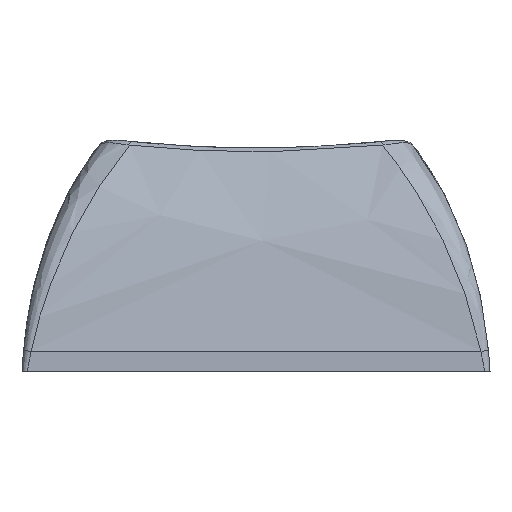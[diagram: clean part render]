
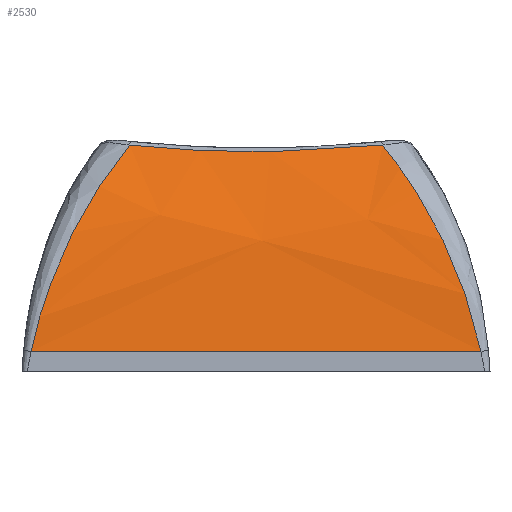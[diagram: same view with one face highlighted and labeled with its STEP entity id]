
A CAD part, left-side view. The second image highlights one B-rep face of the part: STEP entity #2530.
In plain terms, the highlighted free-form (B-spline) face has degree [3, 1] with [5, 2] control points.
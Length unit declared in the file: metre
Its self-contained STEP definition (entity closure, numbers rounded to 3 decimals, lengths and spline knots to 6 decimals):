
#49=B_SPLINE_SURFACE_WITH_KNOTS('',3,1,((#5283,#5284),(#5285,#5286),(#5287,
#5288),(#5289,#5290),(#5291,#5292)),.SURF_OF_LINEAR_EXTRUSION.,.F.,.F.,
 .F.,(4,1,4),(2,2),(0.03509,0.517545,1.),
(0.,1.),.UNSPECIFIED.);
#103=B_SPLINE_CURVE_WITH_KNOTS('',3,(#4287,#4288,#4289,#4290),
 .UNSPECIFIED.,.F.,.F.,(4,4),(0.,1.),.UNSPECIFIED.);
#128=B_SPLINE_CURVE_WITH_KNOTS('',3,(#5004,#5005,#5006,#5007,#5008,#5009,
#5010,#5011,#5012,#5013,#5014,#5015,#5016,#5017,#5018,#5019,#5020,#5021),
 .UNSPECIFIED.,.F.,.F.,(4,1,1,1,1,1,1,1,1,1,1,1,1,1,1,4),(0.,0.125,0.25,
0.375,0.5,0.625,0.75,0.8125,0.875,0.90625,0.9375,0.953125,0.960938,0.96875,
0.984375,1.),.UNSPECIFIED.);
#132=B_SPLINE_CURVE_WITH_KNOTS('',3,(#5175,#5176,#5177,#5178,#5179,#5180,
#5181,#5182,#5183,#5184,#5185,#5186,#5187,#5188,#5189,#5190,#5191,#5192),
 .UNSPECIFIED.,.F.,.F.,(4,1,1,1,1,1,1,1,1,1,1,1,1,1,1,4),(0.,0.015625,0.03125,
0.039063,0.046875,0.0625,0.09375,0.125,0.1875,0.25,0.375,0.5,0.625,0.75,
0.875,1.),.UNSPECIFIED.);
#830=ORIENTED_EDGE('',*,*,#1238,.T.);
#831=ORIENTED_EDGE('',*,*,#1204,.T.);
#832=ORIENTED_EDGE('',*,*,#1243,.T.);
#833=ORIENTED_EDGE('',*,*,#1256,.T.);
#1204=EDGE_CURVE('',#1460,#1455,#103,.T.);
#1238=EDGE_CURVE('',#1479,#1460,#128,.T.);
#1243=EDGE_CURVE('',#1455,#1482,#132,.T.);
#1256=EDGE_CURVE('',#1482,#1479,#1737,.T.);
#1455=VERTEX_POINT('',#4222);
#1460=VERTEX_POINT('',#4274);
#1479=VERTEX_POINT('',#5022);
#1482=VERTEX_POINT('',#5193);
#1737=LINE('',#5282,#1985);
#1985=VECTOR('',#3195,1.);
#2130=EDGE_LOOP('',(#830,#831,#832,#833));
#2284=FACE_BOUND('',#2130,.T.);
#2530=ADVANCED_FACE('',(#2284),#49,.T.);
#3195=DIRECTION('',(0.,-1.,0.));
#4222=CARTESIAN_POINT('',(0.236685,0.01475,0.008863));
#4274=CARTESIAN_POINT('',(0.236685,0.004853,0.008863));
#4287=CARTESIAN_POINT('',(0.236685,0.004853,0.008863));
#4288=CARTESIAN_POINT('',(0.236405,0.008151,0.008511));
#4289=CARTESIAN_POINT('',(0.236405,0.01145,0.008511));
#4290=CARTESIAN_POINT('',(0.236685,0.01475,0.008863));
#5004=CARTESIAN_POINT('',(0.233722,0.001002,0.0008));
#5005=CARTESIAN_POINT('',(0.233757,0.001091,0.001211));
#5006=CARTESIAN_POINT('',(0.23385,0.001277,0.001974));
#5007=CARTESIAN_POINT('',(0.234071,0.001645,0.003139));
#5008=CARTESIAN_POINT('',(0.234339,0.002044,0.004183));
#5009=CARTESIAN_POINT('',(0.234702,0.00254,0.005281));
#5010=CARTESIAN_POINT('',(0.235087,0.003035,0.006221));
#5011=CARTESIAN_POINT('',(0.235489,0.003523,0.007033));
#5012=CARTESIAN_POINT('',(0.235812,0.0039,0.0076));
#5013=CARTESIAN_POINT('',(0.236044,0.004163,0.007972));
#5014=CARTESIAN_POINT('',(0.236216,0.004354,0.008228));
#5015=CARTESIAN_POINT('',(0.236349,0.004499,0.008418));
#5016=CARTESIAN_POINT('',(0.236418,0.004574,0.008514));
#5017=CARTESIAN_POINT('',(0.236484,0.004645,0.008602));
#5018=CARTESIAN_POINT('',(0.236513,0.004676,0.008641));
#5019=CARTESIAN_POINT('',(0.236589,0.004756,0.008742));
#5020=CARTESIAN_POINT('',(0.236664,0.004832,0.008837));
#5021=CARTESIAN_POINT('',(0.236685,0.004853,0.008863));
#5022=CARTESIAN_POINT('',(0.233722,0.001003,0.0008));
#5175=CARTESIAN_POINT('',(0.236685,0.01475,0.008863));
#5176=CARTESIAN_POINT('',(0.236664,0.014771,0.008837));
#5177=CARTESIAN_POINT('',(0.236589,0.014847,0.008742));
#5178=CARTESIAN_POINT('',(0.236513,0.014926,0.008641));
#5179=CARTESIAN_POINT('',(0.236483,0.014958,0.008602));
#5180=CARTESIAN_POINT('',(0.236418,0.015028,0.008514));
#5181=CARTESIAN_POINT('',(0.236349,0.015104,0.008418));
#5182=CARTESIAN_POINT('',(0.236216,0.015248,0.008229));
#5183=CARTESIAN_POINT('',(0.236044,0.01544,0.007971));
#5184=CARTESIAN_POINT('',(0.235812,0.015703,0.007601));
#5185=CARTESIAN_POINT('',(0.235489,0.01608,0.007033));
#5186=CARTESIAN_POINT('',(0.235087,0.016568,0.006221));
#5187=CARTESIAN_POINT('',(0.234703,0.017063,0.005281));
#5188=CARTESIAN_POINT('',(0.23434,0.017559,0.004183));
#5189=CARTESIAN_POINT('',(0.234071,0.017958,0.003139));
#5190=CARTESIAN_POINT('',(0.23385,0.018325,0.001975));
#5191=CARTESIAN_POINT('',(0.233757,0.018512,0.001211));
#5192=CARTESIAN_POINT('',(0.233722,0.0186,0.0008));
#5193=CARTESIAN_POINT('',(0.233722,0.0186,0.0008));
#5282=CARTESIAN_POINT('',(0.233722,0.009889,0.0008));
#5283=CARTESIAN_POINT('',(0.236717,0.018706,0.008904));
#5284=CARTESIAN_POINT('',(0.236717,0.000897,0.008904));
#5285=CARTESIAN_POINT('',(0.2358,0.018706,0.007764));
#5286=CARTESIAN_POINT('',(0.2358,0.000897,0.007764));
#5287=CARTESIAN_POINT('',(0.234452,0.018706,0.005121));
#5288=CARTESIAN_POINT('',(0.234452,0.000897,0.005121));
#5289=CARTESIAN_POINT('',(0.233848,0.018706,0.00226));
#5290=CARTESIAN_POINT('',(0.233848,0.000897,0.00226));
#5291=CARTESIAN_POINT('',(0.233722,0.018706,0.0008));
#5292=CARTESIAN_POINT('',(0.233722,0.000897,0.0008));
